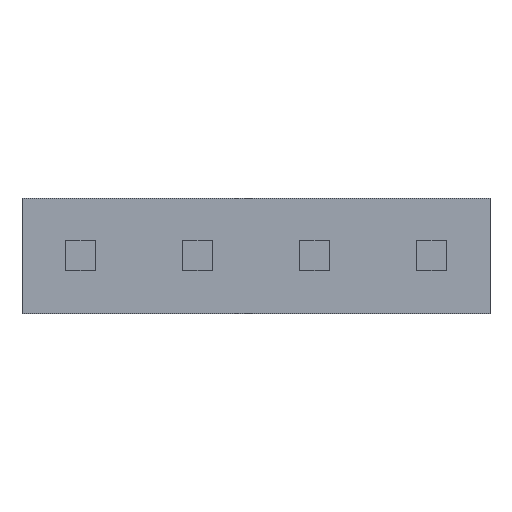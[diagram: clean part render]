
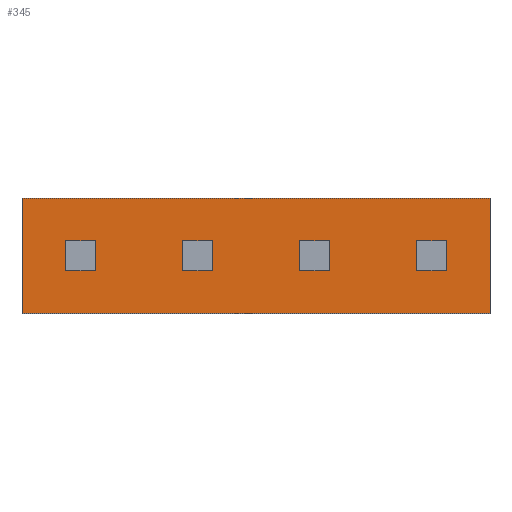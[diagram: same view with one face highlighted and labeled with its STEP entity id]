
A CAD part, top view. The second image highlights one B-rep face of the part: STEP entity #345.
In plain terms, the highlighted planar face has unit normal (0, 0, 1).
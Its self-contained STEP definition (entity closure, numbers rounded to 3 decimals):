
#345=ADVANCED_FACE('',(#701,#703,#705,#707,#709),#711,.T.);
#701=FACE_BOUND('',#702,.T.);
#702=EDGE_LOOP('',(#948,#949,#950,#951));
#703=FACE_BOUND('',#704,.T.);
#704=EDGE_LOOP('',(#952,#953,#954,#955));
#705=FACE_BOUND('',#706,.T.);
#706=EDGE_LOOP('',(#956,#957,#958,#959));
#707=FACE_BOUND('',#708,.T.);
#708=EDGE_LOOP('',(#960,#961,#962,#963));
#709=FACE_BOUND('',#710,.T.);
#710=EDGE_LOOP('',(#964,#965,#966,#967));
#711=PLANE('',#712);
#712=AXIS2_PLACEMENT_3D('',#713,#714,#715);
#713=CARTESIAN_POINT('',(0.,0.,5.5));
#714=DIRECTION('',(0.,0.,1.));
#715=DIRECTION('',(1.,0.,0.));
#948=ORIENTED_EDGE('',*,*,#1116,.T.);
#949=ORIENTED_EDGE('',*,*,#1117,.T.);
#950=ORIENTED_EDGE('',*,*,#1118,.T.);
#951=ORIENTED_EDGE('',*,*,#1119,.T.);
#952=ORIENTED_EDGE('',*,*,#1108,.T.);
#953=ORIENTED_EDGE('',*,*,#1088,.T.);
#954=ORIENTED_EDGE('',*,*,#1096,.T.);
#955=ORIENTED_EDGE('',*,*,#1102,.T.);
#956=ORIENTED_EDGE('',*,*,#1084,.T.);
#957=ORIENTED_EDGE('',*,*,#1064,.T.);
#958=ORIENTED_EDGE('',*,*,#1072,.T.);
#959=ORIENTED_EDGE('',*,*,#1078,.T.);
#960=ORIENTED_EDGE('',*,*,#1060,.T.);
#961=ORIENTED_EDGE('',*,*,#1040,.T.);
#962=ORIENTED_EDGE('',*,*,#1048,.T.);
#963=ORIENTED_EDGE('',*,*,#1054,.T.);
#964=ORIENTED_EDGE('',*,*,#1036,.T.);
#965=ORIENTED_EDGE('',*,*,#1016,.T.);
#966=ORIENTED_EDGE('',*,*,#1024,.T.);
#967=ORIENTED_EDGE('',*,*,#1030,.T.);
#1016=EDGE_CURVE('',#1124,#1125,#1126,.T.);
#1024=EDGE_CURVE('',#1125,#1140,#1141,.T.);
#1030=EDGE_CURVE('',#1140,#1150,#1151,.T.);
#1036=EDGE_CURVE('',#1150,#1124,#1160,.T.);
#1040=EDGE_CURVE('',#1164,#1165,#1166,.T.);
#1048=EDGE_CURVE('',#1165,#1180,#1181,.T.);
#1054=EDGE_CURVE('',#1180,#1190,#1191,.T.);
#1060=EDGE_CURVE('',#1190,#1164,#1200,.T.);
#1064=EDGE_CURVE('',#1204,#1205,#1206,.T.);
#1072=EDGE_CURVE('',#1205,#1220,#1221,.T.);
#1078=EDGE_CURVE('',#1220,#1230,#1231,.T.);
#1084=EDGE_CURVE('',#1230,#1204,#1240,.T.);
#1088=EDGE_CURVE('',#1244,#1245,#1246,.T.);
#1096=EDGE_CURVE('',#1245,#1260,#1261,.T.);
#1102=EDGE_CURVE('',#1260,#1270,#1271,.T.);
#1108=EDGE_CURVE('',#1270,#1244,#1280,.T.);
#1116=EDGE_CURVE('',#1292,#1293,#1294,.T.);
#1117=EDGE_CURVE('',#1293,#1295,#1296,.T.);
#1118=EDGE_CURVE('',#1295,#1297,#1298,.T.);
#1119=EDGE_CURVE('',#1297,#1292,#1299,.T.);
#1124=VERTEX_POINT('',#1304);
#1125=VERTEX_POINT('',#1305);
#1126=LINE('',#1306,#1307);
#1140=VERTEX_POINT('',#1336);
#1141=LINE('',#1337,#1338);
#1150=VERTEX_POINT('',#1358);
#1151=LINE('',#1359,#1360);
#1160=LINE('',#1380,#1381);
#1164=VERTEX_POINT('',#1392);
#1165=VERTEX_POINT('',#1393);
#1166=LINE('',#1394,#1395);
#1180=VERTEX_POINT('',#1424);
#1181=LINE('',#1425,#1426);
#1190=VERTEX_POINT('',#1446);
#1191=LINE('',#1447,#1448);
#1200=LINE('',#1468,#1469);
#1204=VERTEX_POINT('',#1480);
#1205=VERTEX_POINT('',#1481);
#1206=LINE('',#1482,#1483);
#1220=VERTEX_POINT('',#1512);
#1221=LINE('',#1513,#1514);
#1230=VERTEX_POINT('',#1534);
#1231=LINE('',#1535,#1536);
#1240=LINE('',#1556,#1557);
#1244=VERTEX_POINT('',#1568);
#1245=VERTEX_POINT('',#1569);
#1246=LINE('',#1570,#1571);
#1260=VERTEX_POINT('',#1600);
#1261=LINE('',#1601,#1602);
#1270=VERTEX_POINT('',#1622);
#1271=LINE('',#1623,#1624);
#1280=LINE('',#1644,#1645);
#1292=VERTEX_POINT('',#1672);
#1293=VERTEX_POINT('',#1673);
#1294=LINE('',#1674,#1675);
#1295=VERTEX_POINT('',#1677);
#1296=LINE('',#1678,#1679);
#1297=VERTEX_POINT('',#1681);
#1298=LINE('',#1682,#1683);
#1299=LINE('',#1685,#1686);
#1304=CARTESIAN_POINT('',(2.86,-0.32,5.5));
#1305=CARTESIAN_POINT('',(2.22,-0.32,5.5));
#1306=CARTESIAN_POINT('',(2.86,-0.32,5.5));
#1307=VECTOR('',#1308,1.);
#1308=DIRECTION('',(-1.,0.,0.));
#1336=CARTESIAN_POINT('',(2.22,0.32,5.5));
#1337=CARTESIAN_POINT('',(2.22,-0.32,5.5));
#1338=VECTOR('',#1339,1.);
#1339=DIRECTION('',(0.,1.,0.));
#1358=CARTESIAN_POINT('',(2.86,0.32,5.5));
#1359=CARTESIAN_POINT('',(2.22,0.32,5.5));
#1360=VECTOR('',#1361,1.);
#1361=DIRECTION('',(1.,0.,0.));
#1380=CARTESIAN_POINT('',(2.86,0.32,5.5));
#1381=VECTOR('',#1382,1.);
#1382=DIRECTION('',(0.,-1.,0.));
#1392=CARTESIAN_POINT('',(0.32,-0.32,5.5));
#1393=CARTESIAN_POINT('',(-0.32,-0.32,5.5));
#1394=CARTESIAN_POINT('',(0.32,-0.32,5.5));
#1395=VECTOR('',#1396,1.);
#1396=DIRECTION('',(-1.,0.,0.));
#1424=CARTESIAN_POINT('',(-0.32,0.32,5.5));
#1425=CARTESIAN_POINT('',(-0.32,-0.32,5.5));
#1426=VECTOR('',#1427,1.);
#1427=DIRECTION('',(0.,1.,0.));
#1446=CARTESIAN_POINT('',(0.32,0.32,5.5));
#1447=CARTESIAN_POINT('',(-0.32,0.32,5.5));
#1448=VECTOR('',#1449,1.);
#1449=DIRECTION('',(1.,0.,0.));
#1468=CARTESIAN_POINT('',(0.32,0.32,5.5));
#1469=VECTOR('',#1470,1.);
#1470=DIRECTION('',(0.,-1.,0.));
#1480=CARTESIAN_POINT('',(7.94,-0.32,5.5));
#1481=CARTESIAN_POINT('',(7.3,-0.32,5.5));
#1482=CARTESIAN_POINT('',(7.94,-0.32,5.5));
#1483=VECTOR('',#1484,1.);
#1484=DIRECTION('',(-1.,0.,0.));
#1512=CARTESIAN_POINT('',(7.3,0.32,5.5));
#1513=CARTESIAN_POINT('',(7.3,-0.32,5.5));
#1514=VECTOR('',#1515,1.);
#1515=DIRECTION('',(0.,1.,0.));
#1534=CARTESIAN_POINT('',(7.94,0.32,5.5));
#1535=CARTESIAN_POINT('',(7.3,0.32,5.5));
#1536=VECTOR('',#1537,1.);
#1537=DIRECTION('',(1.,0.,0.));
#1556=CARTESIAN_POINT('',(7.94,0.32,5.5));
#1557=VECTOR('',#1558,1.);
#1558=DIRECTION('',(0.,-1.,0.));
#1568=CARTESIAN_POINT('',(5.4,-0.32,5.5));
#1569=CARTESIAN_POINT('',(4.76,-0.32,5.5));
#1570=CARTESIAN_POINT('',(5.4,-0.32,5.5));
#1571=VECTOR('',#1572,1.);
#1572=DIRECTION('',(-1.,0.,0.));
#1600=CARTESIAN_POINT('',(4.76,0.32,5.5));
#1601=CARTESIAN_POINT('',(4.76,-0.32,5.5));
#1602=VECTOR('',#1603,1.);
#1603=DIRECTION('',(0.,1.,0.));
#1622=CARTESIAN_POINT('',(5.4,0.32,5.5));
#1623=CARTESIAN_POINT('',(4.76,0.32,5.5));
#1624=VECTOR('',#1625,1.);
#1625=DIRECTION('',(1.,0.,0.));
#1644=CARTESIAN_POINT('',(5.4,0.32,5.5));
#1645=VECTOR('',#1646,1.);
#1646=DIRECTION('',(0.,-1.,0.));
#1672=CARTESIAN_POINT('',(8.89,-1.25,5.5));
#1673=CARTESIAN_POINT('',(8.89,1.25,5.5));
#1674=CARTESIAN_POINT('',(8.89,-1.25,5.5));
#1675=VECTOR('',#1676,1.);
#1676=DIRECTION('',(0.,1.,0.));
#1677=CARTESIAN_POINT('',(-1.27,1.25,5.5));
#1678=CARTESIAN_POINT('',(8.89,1.25,5.5));
#1679=VECTOR('',#1680,1.);
#1680=DIRECTION('',(-1.,0.,0.));
#1681=CARTESIAN_POINT('',(-1.27,-1.25,5.5));
#1682=CARTESIAN_POINT('',(-1.27,1.25,5.5));
#1683=VECTOR('',#1684,1.);
#1684=DIRECTION('',(0.,-1.,0.));
#1685=CARTESIAN_POINT('',(-1.27,-1.25,5.5));
#1686=VECTOR('',#1687,1.);
#1687=DIRECTION('',(1.,0.,0.));
